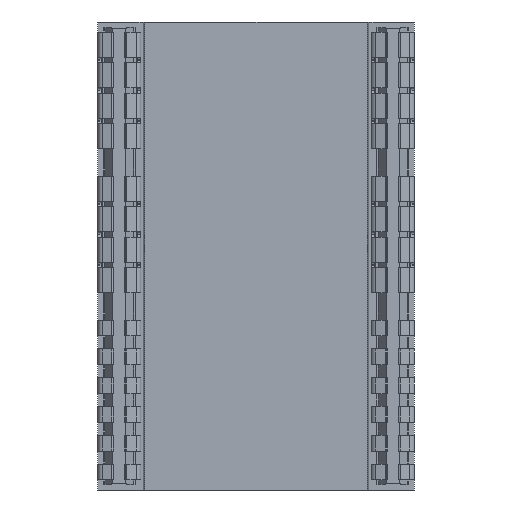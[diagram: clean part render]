
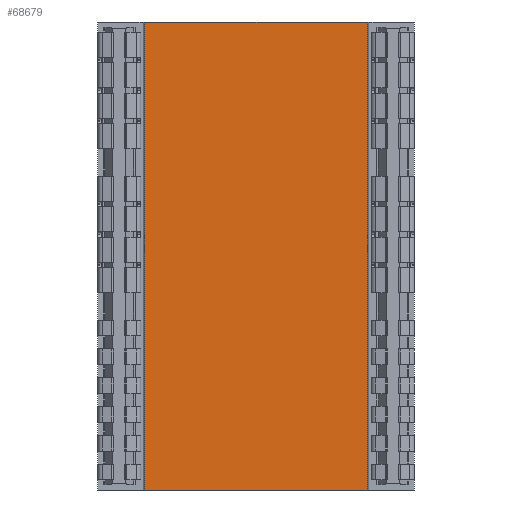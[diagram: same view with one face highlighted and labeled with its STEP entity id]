
A CAD part, front view. The second image highlights one B-rep face of the part: STEP entity #68679.
In plain terms, the highlighted planar face has unit normal (0, -1, 0).
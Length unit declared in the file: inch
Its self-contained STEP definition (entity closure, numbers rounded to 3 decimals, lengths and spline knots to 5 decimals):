
#7483 = VECTOR ( 'NONE', #62363, 39.37008 ) ;
#7496 = VECTOR ( 'NONE', #62351, 39.37008 ) ;
#7531 = VECTOR ( 'NONE', #62355, 39.37008 ) ;
#7801 = VECTOR ( 'NONE', #62353, 39.37008 ) ;
#11082 = EDGE_CURVE ( 'NONE', #25930, #25932, #83161, .T. ) ;
#11083 = EDGE_CURVE ( 'NONE', #25929, #25931, #83163, .T. ) ;
#11084 = EDGE_CURVE ( 'NONE', #25932, #25931, #83164, .T. ) ;
#11088 = EDGE_CURVE ( 'NONE', #25930, #25929, #83168, .T. ) ;
#20695 = AXIS2_PLACEMENT_3D ( 'NONE', #62981, #62983, #62984 ) ;
#25929 = VERTEX_POINT ( 'NONE', #76554 ) ;
#25930 = VERTEX_POINT ( 'NONE', #76555 ) ;
#25931 = VERTEX_POINT ( 'NONE', #76556 ) ;
#25932 = VERTEX_POINT ( 'NONE', #76558 ) ;
#30183 = EDGE_LOOP ( 'NONE', ( #34428, #34482, #34427, #34481 ) ) ;
#34427 = ORIENTED_EDGE ( 'NONE', *, *, #11082, .F. ) ;
#34428 = ORIENTED_EDGE ( 'NONE', *, *, #11083, .T. ) ;
#34481 = ORIENTED_EDGE ( 'NONE', *, *, #11088, .T. ) ;
#34482 = ORIENTED_EDGE ( 'NONE', *, *, #11084, .F. ) ;
#62350 = CARTESIAN_POINT ( 'NONE',  ( -0.29936, 0.01265, 0.63976 ) ) ;
#62351 = DIRECTION ( 'NONE',  ( 1., 0., 0. ) ) ;
#62352 = CARTESIAN_POINT ( 'NONE',  ( -0.29936, 0.01265, -0.63976 ) ) ;
#62353 = DIRECTION ( 'NONE',  ( 1., 0., 0. ) ) ;
#62354 = CARTESIAN_POINT ( 'NONE',  ( 0.30775, 0.01265, 0.63976 ) ) ;
#62355 = DIRECTION ( 'NONE',  ( 0., 0., -1. ) ) ;
#62362 = CARTESIAN_POINT ( 'NONE',  ( -0.29936, 0.01265, 0.63976 ) ) ;
#62363 = DIRECTION ( 'NONE',  ( 0., 0., -1. ) ) ;
#62979 = PLANE ( 'NONE',  #20695 ) ;
#62981 = CARTESIAN_POINT ( 'NONE',  ( -0.29936, 0.01265, 0.63976 ) ) ;
#62983 = DIRECTION ( 'NONE',  ( 0., 1., 0. ) ) ;
#62984 = DIRECTION ( 'NONE',  ( -1., 0., 0. ) ) ;
#64151 = FACE_OUTER_BOUND ( 'NONE', #30183, .T. ) ;
#68679 = ADVANCED_FACE ( 'NONE', ( #64151 ), #62979, .F. ) ;
#76554 = CARTESIAN_POINT ( 'NONE',  ( -0.29936, 0.01265, -0.63976 ) ) ;
#76555 = CARTESIAN_POINT ( 'NONE',  ( -0.29936, 0.01265, 0.63976 ) ) ;
#76556 = CARTESIAN_POINT ( 'NONE',  ( 0.30775, 0.01265, -0.63976 ) ) ;
#76558 = CARTESIAN_POINT ( 'NONE',  ( 0.30775, 0.01265, 0.63976 ) ) ;
#83161 = LINE ( 'NONE', #62350, #7496 ) ;
#83163 = LINE ( 'NONE', #62352, #7801 ) ;
#83164 = LINE ( 'NONE', #62354, #7531 ) ;
#83168 = LINE ( 'NONE', #62362, #7483 ) ;
